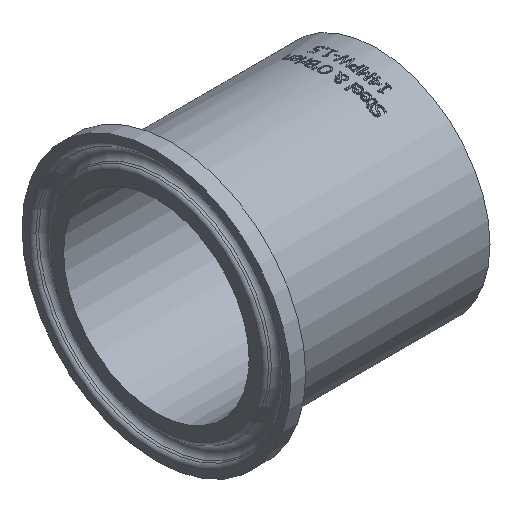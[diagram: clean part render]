
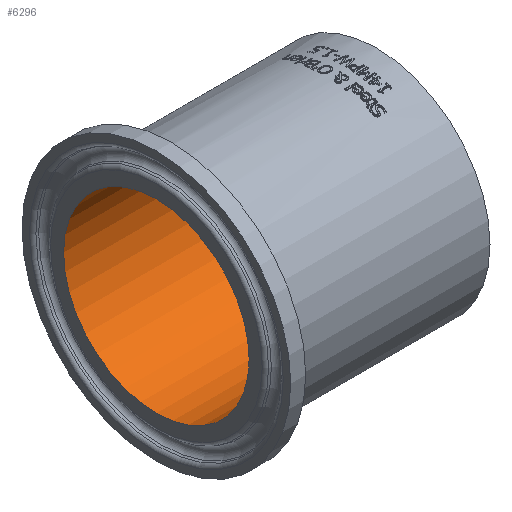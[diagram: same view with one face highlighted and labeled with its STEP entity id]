
A CAD part, isometric view. The second image highlights one B-rep face of the part: STEP entity #6296.
In plain terms, the highlighted cylindrical face has radius 17.399 mm (diameter 34.798 mm), a full revolution.
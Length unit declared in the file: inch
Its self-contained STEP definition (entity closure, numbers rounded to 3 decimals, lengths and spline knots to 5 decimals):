
#101=FACE_BOUND('',#1145,.T.);
#756=FACE_OUTER_BOUND('',#1144,.T.);
#1144=EDGE_LOOP('',(#5876));
#1145=EDGE_LOOP('',(#5877));
#1320=CIRCLE('',#6706,0.685);
#1321=CIRCLE('',#6708,0.685);
#3101=VERTEX_POINT('',#13565);
#3102=VERTEX_POINT('',#13568);
#4029=EDGE_CURVE('',#3101,#3101,#1320,.T.);
#4030=EDGE_CURVE('',#3102,#3102,#1321,.T.);
#5876=ORIENTED_EDGE('',*,*,#4030,.F.);
#5877=ORIENTED_EDGE('',*,*,#4029,.T.);
#5928=CYLINDRICAL_SURFACE('',#6707,0.685);
#6296=ADVANCED_FACE('',(#756,#101),#5928,.F.);
#6706=AXIS2_PLACEMENT_3D('',#13566,#7959,#7960);
#6707=AXIS2_PLACEMENT_3D('',#13567,#7961,#7962);
#6708=AXIS2_PLACEMENT_3D('',#13569,#7963,#7964);
#7959=DIRECTION('center_axis',(1.,0.,0.));
#7960=DIRECTION('ref_axis',(0.,1.,0.));
#7961=DIRECTION('center_axis',(1.,0.,0.));
#7962=DIRECTION('ref_axis',(0.,1.,0.));
#7963=DIRECTION('center_axis',(1.,0.,0.));
#7964=DIRECTION('ref_axis',(0.,1.,0.));
#13565=CARTESIAN_POINT('',(1.625,0.685,0.));
#13566=CARTESIAN_POINT('Origin',(1.625,0.,0.));
#13567=CARTESIAN_POINT('Origin',(0.8125,0.,0.));
#13568=CARTESIAN_POINT('',(0.,0.685,0.));
#13569=CARTESIAN_POINT('Origin',(0.,0.,
0.));
